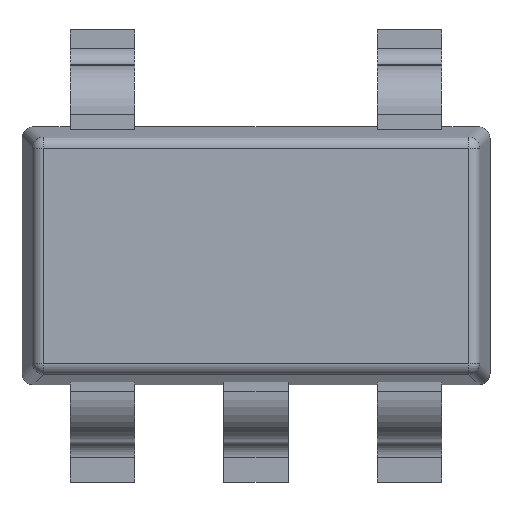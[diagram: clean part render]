
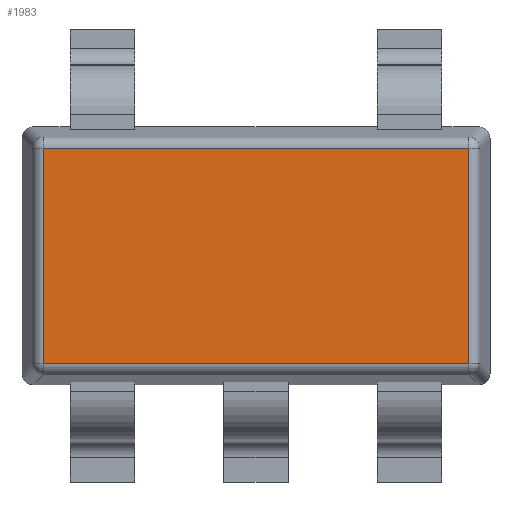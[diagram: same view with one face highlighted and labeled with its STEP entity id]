
A CAD part, top view. The second image highlights one B-rep face of the part: STEP entity #1983.
In plain terms, the highlighted planar face has unit normal (0, 0, 1).
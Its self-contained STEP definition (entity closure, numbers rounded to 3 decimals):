
#34=PLANE('',#2159);
#126=FACE_OUTER_BOUND('',#238,.T.);
#238=EDGE_LOOP('',(#1469,#1470,#1471,#1472));
#353=LINE('',#3063,#553);
#355=LINE('',#3066,#555);
#364=LINE('',#3083,#564);
#366=LINE('',#3086,#566);
#553=VECTOR('',#2466,10.);
#555=VECTOR('',#2470,10.);
#564=VECTOR('',#2493,10.);
#566=VECTOR('',#2497,10.);
#838=VERTEX_POINT('',#2978);
#845=VERTEX_POINT('',#3005);
#848=VERTEX_POINT('',#3012);
#856=VERTEX_POINT('',#3036);
#1070=EDGE_CURVE('',#845,#856,#353,.T.);
#1072=EDGE_CURVE('',#856,#848,#355,.T.);
#1082=EDGE_CURVE('',#848,#838,#364,.T.);
#1084=EDGE_CURVE('',#838,#845,#366,.T.);
#1469=ORIENTED_EDGE('',*,*,#1070,.F.);
#1470=ORIENTED_EDGE('',*,*,#1084,.F.);
#1471=ORIENTED_EDGE('',*,*,#1082,.F.);
#1472=ORIENTED_EDGE('',*,*,#1072,.F.);
#1983=ADVANCED_FACE('',(#126),#34,.T.);
#2159=AXIS2_PLACEMENT_3D('',#3118,#2532,#2533);
#2466=DIRECTION('',(0.,-1.,0.));
#2470=DIRECTION('',(-1.,0.,0.));
#2493=DIRECTION('',(0.,1.,0.));
#2497=DIRECTION('',(1.,0.,0.));
#2532=DIRECTION('center_axis',(0.,0.,1.));
#2533=DIRECTION('ref_axis',(1.,0.,0.));
#2978=CARTESIAN_POINT('',(-1.316,0.666,1.));
#3005=CARTESIAN_POINT('',(1.316,0.666,1.));
#3012=CARTESIAN_POINT('',(-1.316,-0.666,1.));
#3036=CARTESIAN_POINT('',(1.316,-0.666,1.));
#3063=CARTESIAN_POINT('',(1.316,0.4,1.));
#3066=CARTESIAN_POINT('',(0.725,-0.666,1.));
#3083=CARTESIAN_POINT('',(-1.316,-0.4,1.));
#3086=CARTESIAN_POINT('',(-0.725,0.666,1.));
#3118=CARTESIAN_POINT('Origin',(0.,0.,
1.));
